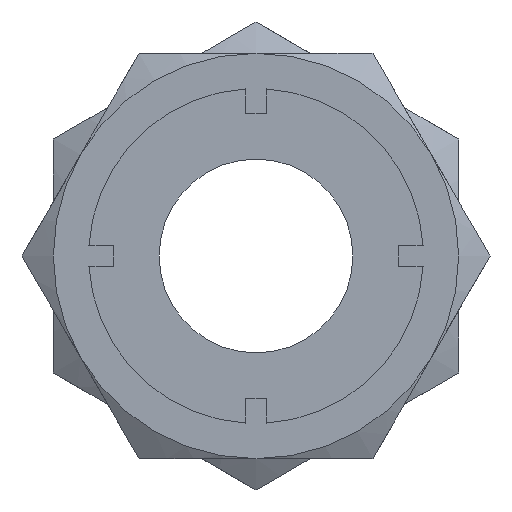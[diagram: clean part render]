
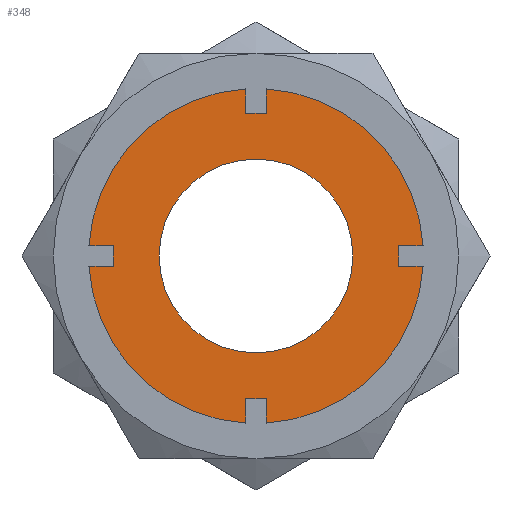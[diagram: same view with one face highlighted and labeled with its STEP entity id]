
A CAD part, left-side view. The second image highlights one B-rep face of the part: STEP entity #348.
In plain terms, the highlighted planar face has unit normal (-1, 0, 0).
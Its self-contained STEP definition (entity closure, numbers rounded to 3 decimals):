
#328=EDGE_CURVE('',#606,#892,#937,.T.);
#348=ADVANCED_FACE('',(#958,#959),#960,.T.);
#356=EDGE_CURVE('',#370,#460,#968,.T.);
#360=VERTEX_POINT('',#972);
#368=EDGE_CURVE('',#400,#434,#981,.T.);
#370=VERTEX_POINT('',#983);
#400=VERTEX_POINT('',#1019);
#408=VERTEX_POINT('',#1027);
#434=VERTEX_POINT('',#1053);
#438=EDGE_CURVE('',#538,#408,#1058,.T.);
#452=VERTEX_POINT('',#1075);
#460=VERTEX_POINT('',#1083);
#484=VERTEX_POINT('',#1107);
#514=EDGE_CURVE('',#770,#360,#1141,.T.);
#522=EDGE_CURVE('',#642,#586,#1149,.T.);
#532=VERTEX_POINT('',#1159);
#538=VERTEX_POINT('',#1165);
#578=EDGE_CURVE('',#586,#620,#1205,.T.);
#586=VERTEX_POINT('',#1213);
#606=VERTEX_POINT('',#1235);
#620=VERTEX_POINT('',#1250);
#628=EDGE_CURVE('',#452,#642,#1258,.T.);
#636=EDGE_CURVE('',#484,#400,#1266,.T.);
#642=VERTEX_POINT('',#1273);
#648=VERTEX_POINT('',#1279);
#690=VERTEX_POINT('',#1325);
#756=EDGE_CURVE('',#690,#648,#1407,.T.);
#770=VERTEX_POINT('',#1425);
#792=EDGE_CURVE('',#892,#606,#1449,.T.);
#816=EDGE_CURVE('',#532,#620,#1475,.T.);
#820=EDGE_CURVE('',#360,#690,#1479,.T.);
#826=EDGE_CURVE('',#538,#434,#1486,.T.);
#854=EDGE_CURVE('',#770,#460,#1521,.T.);
#856=EDGE_CURVE('',#532,#484,#1523,.T.);
#872=EDGE_CURVE('',#452,#648,#1541,.T.);
#888=EDGE_CURVE('',#408,#370,#1558,.T.);
#892=VERTEX_POINT('',#1563);
#937=CIRCLE('',#1605,11.0);
#958=FACE_BOUND('',#1659,.T.);
#959=FACE_OUTER_BOUND('',#1660,.T.);
#960=PLANE('',#1661);
#968=LINE('',#1673,#1674);
#972=CARTESIAN_POINT('',(-20.0,16.2,1.15));
#981=LINE('',#1691,#1692);
#983=CARTESIAN_POINT('',(-20.0,1.15,16.2));
#1019=CARTESIAN_POINT('',(-20.0,-16.2,1.15));
#1027=CARTESIAN_POINT('',(-20.0,-1.15,16.2));
#1053=CARTESIAN_POINT('',(-20.,-18.965,1.15));
#1058=LINE('',#1817,#1818);
#1075=CARTESIAN_POINT('',(-20.,1.15,-18.965));
#1083=CARTESIAN_POINT('',(-20.,1.15,18.965));
#1107=CARTESIAN_POINT('',(-20.0,-16.2,-1.15));
#1141=LINE('',#1988,#1989);
#1149=LINE('',#2000,#2001);
#1159=CARTESIAN_POINT('',(-20.,-18.965,-1.15));
#1165=CARTESIAN_POINT('',(-20.,-1.15,18.965));
#1205=LINE('',#2171,#2172);
#1213=CARTESIAN_POINT('',(-20.0,-1.15,-16.2));
#1235=CARTESIAN_POINT('',(-20.,0.,-11.));
#1250=CARTESIAN_POINT('',(-20.,-1.15,-18.965));
#1258=LINE('',#2294,#2295);
#1266=LINE('',#2315,#2316);
#1273=CARTESIAN_POINT('',(-20.0,1.15,-16.2));
#1279=CARTESIAN_POINT('',(-20.,18.965,-1.15));
#1325=CARTESIAN_POINT('',(-20.0,16.2,-1.15));
#1407=LINE('',#2558,#2559);
#1425=CARTESIAN_POINT('',(-20.,18.965,1.15));
#1449=CIRCLE('',#2626,11.0);
#1475=CIRCLE('',#2680,19.0);
#1479=LINE('',#2687,#2688);
#1486=CIRCLE('',#2698,19.0);
#1521=CIRCLE('',#2758,19.0);
#1523=LINE('',#2761,#2762);
#1541=CIRCLE('',#2795,19.0);
#1558=LINE('',#2827,#2828);
#1563=CARTESIAN_POINT('',(-20.,0.,11.));
#1605=AXIS2_PLACEMENT_3D('',#2890,#2891,#2892);
#1659=EDGE_LOOP('',(#2908,#2909));
#1660=EDGE_LOOP('',(#2910,#2911,#2912,#2913,#2914,#2915,#2916,#2917,#2918,#2919,#2920,#2921,#2922,#2923,#2924,#2925));
#1661=AXIS2_PLACEMENT_3D('',#2926,#2927,#2928);
#1673=CARTESIAN_POINT('',(-20.,1.15,17.0));
#1674=VECTOR('',#2933,1.0);
#1691=CARTESIAN_POINT('',(-20.,-9.5,1.15));
#1692=VECTOR('',#2945,1.0);
#1817=CARTESIAN_POINT('',(-20.,-1.15,15.6));
#1818=VECTOR('',#3028,1.0);
#1988=CARTESIAN_POINT('',(-20.,8.1,1.15));
#1989=VECTOR('',#3091,1.0);
#2000=CARTESIAN_POINT('',(-20.,-0.575,-16.2));
#2001=VECTOR('',#3093,1.0);
#2171=CARTESIAN_POINT('',(-20.,-1.15,-2.));
#2172=VECTOR('',#3108,1.0);
#2294=CARTESIAN_POINT('',(-20.,1.15,-0.6));
#2295=VECTOR('',#3148,1.0);
#2315=CARTESIAN_POINT('',(-20.,-16.2,8.075));
#2316=VECTOR('',#3152,1.0);
#2558=CARTESIAN_POINT('',(-20.,9.5,-1.15));
#2559=VECTOR('',#3350,1.0);
#2626=AXIS2_PLACEMENT_3D('',#3396,#3397,#3398);
#2680=AXIS2_PLACEMENT_3D('',#3424,#3425,#3426);
#2687=CARTESIAN_POINT('',(-20.,16.2,6.925));
#2688=VECTOR('',#3428,1.0);
#2698=AXIS2_PLACEMENT_3D('',#3438,#3439,#3440);
#2758=AXIS2_PLACEMENT_3D('',#3505,#3506,#3507);
#2761=CARTESIAN_POINT('',(-20.,-8.1,-1.15));
#2762=VECTOR('',#3508,1.0);
#2795=AXIS2_PLACEMENT_3D('',#3535,#3536,#3537);
#2827=CARTESIAN_POINT('',(-20.,0.575,16.2));
#2828=VECTOR('',#3553,1.0);
#2890=CARTESIAN_POINT('',(-20.,0.,0.));
#2891=DIRECTION('',(1.0,0.0,-0.0));
#2892=DIRECTION('',(0.0,0.,1.0));
#2908=ORIENTED_EDGE('',*,*,#792,.T.);
#2909=ORIENTED_EDGE('',*,*,#328,.T.);
#2910=ORIENTED_EDGE('',*,*,#856,.T.);
#2911=ORIENTED_EDGE('',*,*,#636,.T.);
#2912=ORIENTED_EDGE('',*,*,#368,.T.);
#2913=ORIENTED_EDGE('',*,*,#826,.F.);
#2914=ORIENTED_EDGE('',*,*,#438,.T.);
#2915=ORIENTED_EDGE('',*,*,#888,.T.);
#2916=ORIENTED_EDGE('',*,*,#356,.T.);
#2917=ORIENTED_EDGE('',*,*,#854,.F.);
#2918=ORIENTED_EDGE('',*,*,#514,.T.);
#2919=ORIENTED_EDGE('',*,*,#820,.T.);
#2920=ORIENTED_EDGE('',*,*,#756,.T.);
#2921=ORIENTED_EDGE('',*,*,#872,.F.);
#2922=ORIENTED_EDGE('',*,*,#628,.T.);
#2923=ORIENTED_EDGE('',*,*,#522,.T.);
#2924=ORIENTED_EDGE('',*,*,#578,.T.);
#2925=ORIENTED_EDGE('',*,*,#816,.F.);
#2926=CARTESIAN_POINT('',(-20.,0.,15.));
#2927=DIRECTION('',(-1.0,-0.0,0.0));
#2928=DIRECTION('',(0.0,0.,-1.0));
#2933=DIRECTION('',(0.0,0.0,1.0));
#2945=DIRECTION('',(0.0,-1.0,0.0));
#3028=DIRECTION('',(0.0,0.0,-1.0));
#3091=DIRECTION('',(0.0,-1.0,0.0));
#3093=DIRECTION('',(0.0,-1.0,0.0));
#3108=DIRECTION('',(0.0,0.0,-1.0));
#3148=DIRECTION('',(0.0,0.0,1.0));
#3152=DIRECTION('',(0.0,0.0,1.0));
#3350=DIRECTION('',(0.0,1.0,0.0));
#3396=CARTESIAN_POINT('',(-20.,0.,0.));
#3397=DIRECTION('',(1.0,0.0,-0.0));
#3398=DIRECTION('',(0.0,0.,1.0));
#3424=CARTESIAN_POINT('',(-20.,0.,0.));
#3425=DIRECTION('',(1.0,0.0,-0.0));
#3426=DIRECTION('',(0.0,0.,1.0));
#3428=DIRECTION('',(0.0,0.0,-1.0));
#3438=CARTESIAN_POINT('',(-20.,0.,0.));
#3439=DIRECTION('',(1.0,0.0,-0.0));
#3440=DIRECTION('',(0.0,0.,1.0));
#3505=CARTESIAN_POINT('',(-20.,0.,0.));
#3506=DIRECTION('',(1.0,0.0,-0.0));
#3507=DIRECTION('',(0.0,0.,1.0));
#3508=DIRECTION('',(0.0,1.0,0.0));
#3535=CARTESIAN_POINT('',(-20.,0.,0.));
#3536=DIRECTION('',(1.0,0.0,-0.0));
#3537=DIRECTION('',(0.0,0.,1.0));
#3553=DIRECTION('',(0.0,1.0,0.0));
